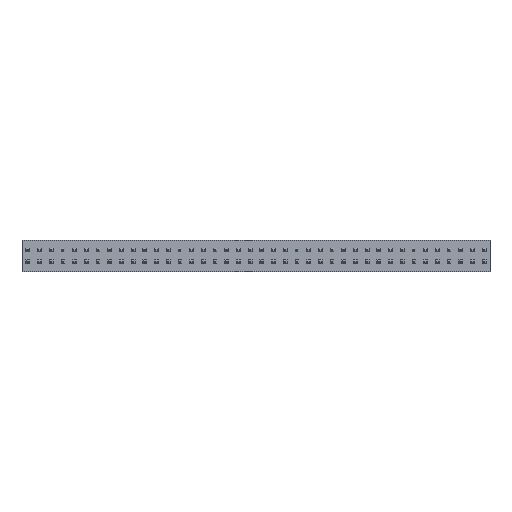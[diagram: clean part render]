
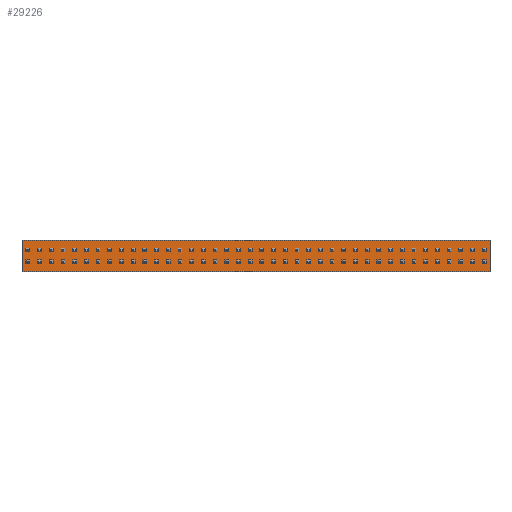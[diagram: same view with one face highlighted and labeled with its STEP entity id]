
A CAD part, top view. The second image highlights one B-rep face of the part: STEP entity #29226.
In plain terms, the highlighted face is planar.
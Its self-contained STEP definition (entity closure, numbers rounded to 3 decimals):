
#29094 = EDGE_CURVE('',#29095,#29097,#29099,.T.);
#29095 = VERTEX_POINT('',#29096);
#29096 = CARTESIAN_POINT('',(-25.4,1.778,-1.715));
#29097 = VERTEX_POINT('',#29098);
#29098 = CARTESIAN_POINT('',(-25.4,1.778,1.715));
#29099 = LINE('',#29100,#29101);
#29100 = CARTESIAN_POINT('',(-25.4,1.778,-1.715));
#29101 = VECTOR('',#29102,1.);
#29102 = DIRECTION('',(0.,0.,1.));
#29134 = EDGE_CURVE('',#29097,#29135,#29137,.T.);
#29135 = VERTEX_POINT('',#29136);
#29136 = CARTESIAN_POINT('',(25.4,1.778,1.715));
#29137 = LINE('',#29138,#29139);
#29138 = CARTESIAN_POINT('',(-25.4,1.778,1.715));
#29139 = VECTOR('',#29140,1.);
#29140 = DIRECTION('',(1.,0.,0.));
#29165 = EDGE_CURVE('',#29135,#29166,#29168,.T.);
#29166 = VERTEX_POINT('',#29167);
#29167 = CARTESIAN_POINT('',(25.4,1.778,-1.715));
#29168 = LINE('',#29169,#29170);
#29169 = CARTESIAN_POINT('',(25.4,1.778,1.715));
#29170 = VECTOR('',#29171,1.);
#29171 = DIRECTION('',(0.,0.,-1.));
#29196 = EDGE_CURVE('',#29166,#29095,#29197,.T.);
#29197 = LINE('',#29198,#29199);
#29198 = CARTESIAN_POINT('',(25.4,1.778,-1.715));
#29199 = VECTOR('',#29200,1.);
#29200 = DIRECTION('',(-1.,0.,0.));
#29226 = ADVANCED_FACE('',(#29227),#29233,.T.);
#29227 = FACE_BOUND('',#29228,.T.);
#29228 = EDGE_LOOP('',(#29229,#29230,#29231,#29232));
#29229 = ORIENTED_EDGE('',*,*,#29094,.T.);
#29230 = ORIENTED_EDGE('',*,*,#29134,.T.);
#29231 = ORIENTED_EDGE('',*,*,#29165,.T.);
#29232 = ORIENTED_EDGE('',*,*,#29196,.T.);
#29233 = PLANE('',#29234);
#29234 = AXIS2_PLACEMENT_3D('',#29235,#29236,#29237);
#29235 = CARTESIAN_POINT('',(0.,1.778,0.));
#29236 = DIRECTION('',(0.,1.,0.));
#29237 = DIRECTION('',(0.,-0.,1.));
